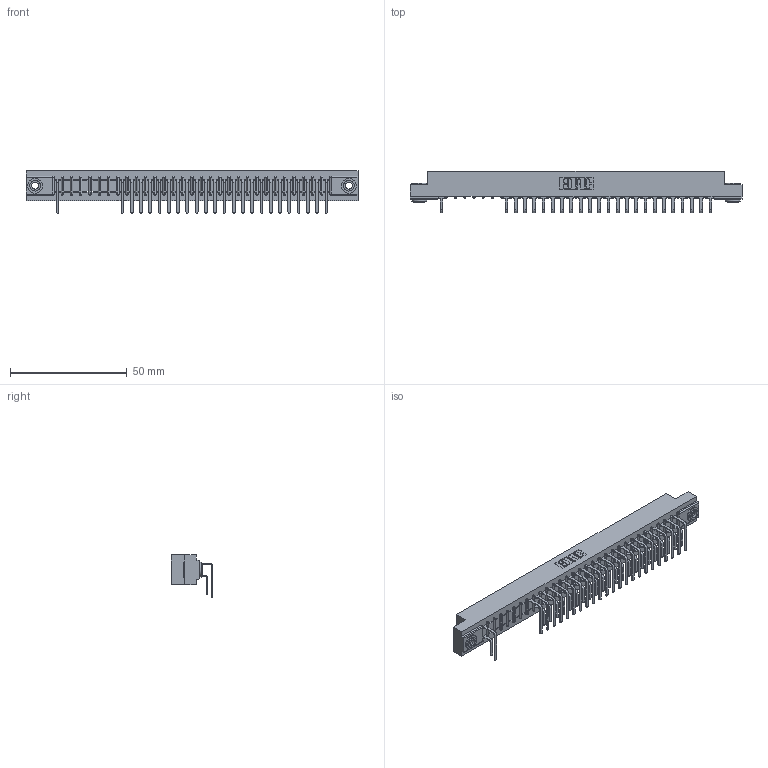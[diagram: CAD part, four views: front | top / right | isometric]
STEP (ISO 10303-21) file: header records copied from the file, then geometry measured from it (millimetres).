
FILE_DESCRIPTION (( 'STEP AP203' ), '1' );
FILE_NAME ('307-030-559-103.STEP', '2018-08-04T18:48:43', ( '' ), ( '' ), 'SwSTEP 2.0', 'SolidWorks 2016', '' );
FILE_SCHEMA (( 'CONFIG_CONTROL_DESIGN' ));
Length unit declared in the file: inch
Products named in the file (5): 307-290-001_558 559 - 1 (Single); 307-290-001_559 - 2 (Single); 345-250-002_345-250-002-102; 307-030-559-103; 307 Part_.156 Dia Mounting Holes
Assembly tree (50 placements, depth 2):
  307-030-559-103
    307 Part_.156 Dia Mounting Holes
    307-290-001_558 559 - 1 (Single)  x23
    307-290-001_559 - 2 (Single)  x24
    345-250-002_345-250-002-102  x2
Bounding box: 141.88 x 17.69 x 18.07 mm (x, y, z)
Volume: 15045.7 mm3; surface area: 18536.9 mm2
Topology: 50 solids, 50 shells, 2681 faces, 7525 edges, 4866 vertices
Faces by surface type: plane 1723, cylinder 888, sphere 62, cone 8
Entity records: 30254 total; most frequent: CARTESIAN_POINT 4992, ORIENTED_EDGE 4950, DIRECTION 4895, EDGE_CURVE 2475, VECTOR 1885, LINE 1885, VERTEX_POINT 1602, AXIS2_PLACEMENT_3D 1505
